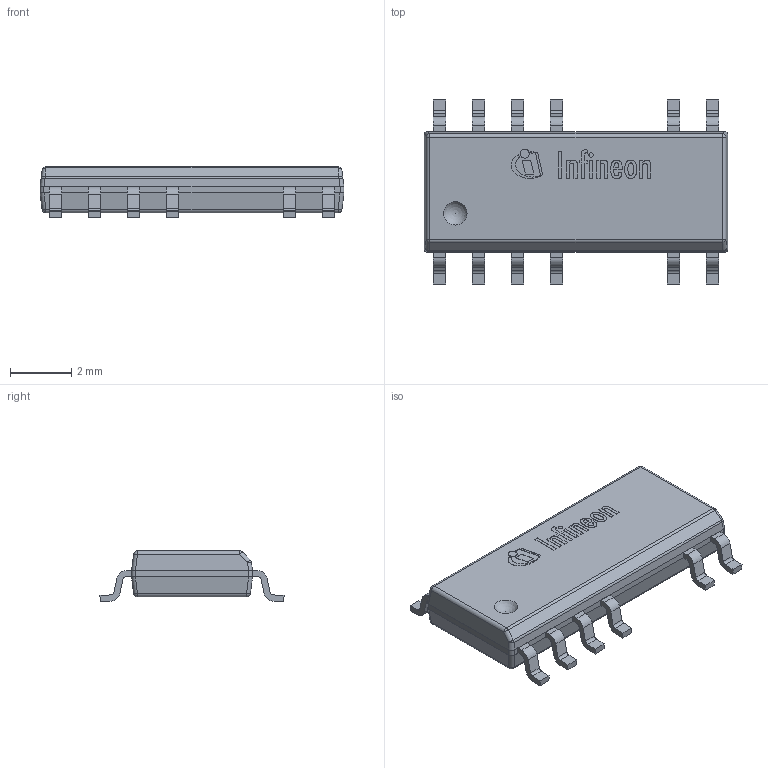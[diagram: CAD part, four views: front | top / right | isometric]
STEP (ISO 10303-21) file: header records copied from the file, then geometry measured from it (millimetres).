
FILE_DESCRIPTION(/* description */ (''),/* implementation_level */ '2;1');
FILE_NAME(/* name */ 'PG-DSO-12-10.stp',/* time_stamp */ '2017-04-27T17:04:38+08:00',/* author */ ('guptavas'),/* organization */ (''),/* preprocessor_version */ 'ST-DEVELOPER v15.2',/* originating_system */ 'Autodesk Inventor 2014',/* authorisation */ '');
FILE_SCHEMA (('CONFIG_CONTROL_DESIGN'));
Length unit declared in the file: millimetre
Products named in the file (6): PG-DSO-12-10_UPPER_MOLD; PG-DSO-12-10_LOWER_MOLD; PG-DSO-12-10_MIDDLE_MOLD; PG-DSO-12-10_GULLWING; PG-DSO-12-10_INFINEON_LOGO; PG-DSO-12-10
Assembly tree (16 placements, depth 2):
  PG-DSO-12-10
    PG-DSO-12-10_UPPER_MOLD
    PG-DSO-12-10_LOWER_MOLD
    PG-DSO-12-10_MIDDLE_MOLD
    PG-DSO-12-10_GULLWING  x12
    PG-DSO-12-10_INFINEON_LOGO
Bounding box: 9.9 x 6 x 1.66 mm (x, y, z)
Volume: 57.7 mm3; surface area: 295.7 mm2
Topology: 27 solids, 27 shells, 440 faces, 1126 edges, 741 vertices
Faces by surface type: plane 220, cylinder 209, sphere 11
Full cylindrical faces by diameter (mm): 0.139 x1, 0.289 x1, 1.5 x1
Entity records: 8956 total; most frequent: DIRECTION 1671, CARTESIAN_POINT 1507, ORIENTED_EDGE 1448, EDGE_CURVE 724, AXIS2_PLACEMENT_3D 639, VERTEX_POINT 475, LINE 393, VECTOR 393
